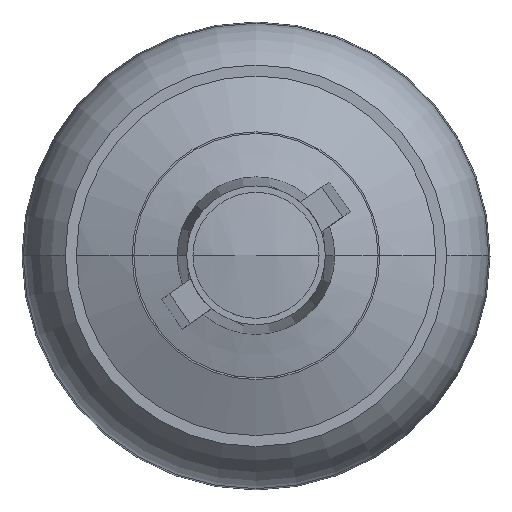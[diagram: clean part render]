
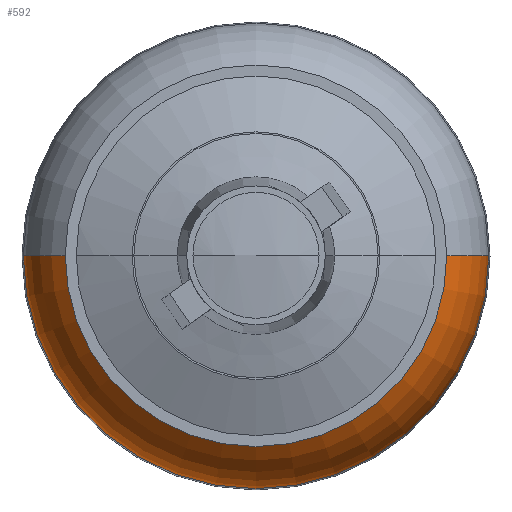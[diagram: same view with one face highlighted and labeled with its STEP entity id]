
A CAD part, top view. The second image highlights one B-rep face of the part: STEP entity #592.
In plain terms, the highlighted toroidal (fillet/blend) face has major radius 7.776 mm and minor radius 7 mm.
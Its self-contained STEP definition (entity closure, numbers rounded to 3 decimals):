
#528=CARTESIAN_POINT('',(12.106,0.,43.07));
#529=VERTEX_POINT('',#528);
#530=CARTESIAN_POINT('',(-12.106,-0.,43.07));
#531=VERTEX_POINT('',#530);
#532=CARTESIAN_POINT('',(0.,0.,43.07));
#533=DIRECTION('',(0.,0.,-1.));
#534=DIRECTION('',(-1.,0.,0.));
#535=AXIS2_PLACEMENT_3D('',#532,#533,#534);
#536=CIRCLE('',#535,12.106);
#537=EDGE_CURVE('',#529,#531,#536,.T.);
#559=CARTESIAN_POINT('',(0.,0.,37.57));
#560=DIRECTION('',(0.,0.,-1.));
#561=DIRECTION('',(-1.,0.,0.));
#562=AXIS2_PLACEMENT_3D('',#559,#560,#561);
#563=TOROIDAL_SURFACE('',#562,7.776,7.);
#564=CARTESIAN_POINT('',(14.772,0.,37.814));
#565=VERTEX_POINT('',#564);
#566=CARTESIAN_POINT('',(7.776,0.,37.57));
#567=DIRECTION('',(0.,-1.,-0.));
#568=DIRECTION('',(1.,0.,0.));
#569=AXIS2_PLACEMENT_3D('',#566,#567,#568);
#570=CIRCLE('',#569,7.);
#571=EDGE_CURVE('',#565,#529,#570,.T.);
#572=ORIENTED_EDGE('',*,*,#571,.T.);
#573=ORIENTED_EDGE('',*,*,#537,.T.);
#574=CARTESIAN_POINT('',(-14.772,-0.,37.814));
#575=VERTEX_POINT('',#574);
#576=CARTESIAN_POINT('',(-7.776,0.,37.57));
#577=DIRECTION('',(0.,1.,-0.));
#578=DIRECTION('',(-1.,0.,0.));
#579=AXIS2_PLACEMENT_3D('',#576,#577,#578);
#580=CIRCLE('',#579,7.);
#581=EDGE_CURVE('',#575,#531,#580,.T.);
#582=ORIENTED_EDGE('',*,*,#581,.F.);
#583=CARTESIAN_POINT('',(0.,0.,37.814));
#584=DIRECTION('',(0.,0.,-1.));
#585=DIRECTION('',(-1.,0.,0.));
#586=AXIS2_PLACEMENT_3D('',#583,#584,#585);
#587=CIRCLE('',#586,14.772);
#588=EDGE_CURVE('',#565,#575,#587,.T.);
#589=ORIENTED_EDGE('',*,*,#588,.F.);
#590=EDGE_LOOP('',(#572,#573,#582,#589));
#591=FACE_BOUND('',#590,.T.);
#592=ADVANCED_FACE('',(#591),#563,.T.);
